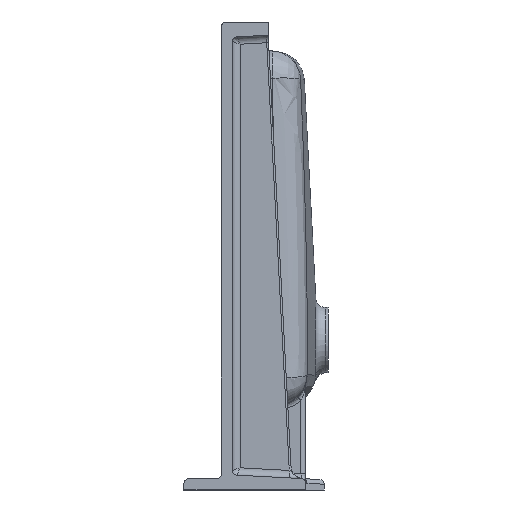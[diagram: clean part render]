
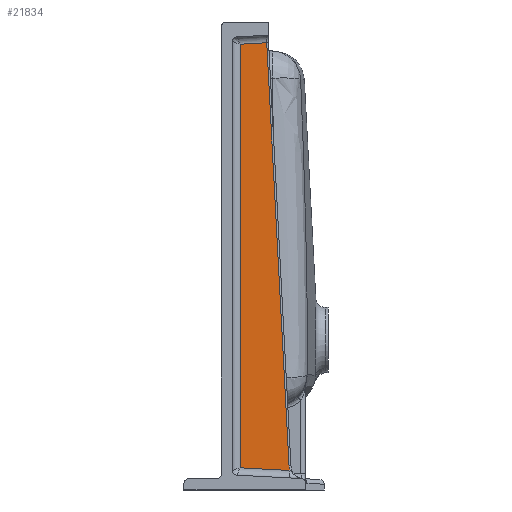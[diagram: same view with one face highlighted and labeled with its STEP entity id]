
A CAD part, left-side view. The second image highlights one B-rep face of the part: STEP entity #21834.
In plain terms, the highlighted planar face has unit normal (-1, 0, 0).
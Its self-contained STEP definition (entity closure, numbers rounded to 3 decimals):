
#259 = DIRECTION ( 'NONE',  ( 1., 0., 0. ) ) ;
#263 = EDGE_LOOP ( 'NONE', ( #20747, #12570, #25702, #24209, #5793 ) ) ;
#728 = CARTESIAN_POINT ( 'NONE',  ( -333., 0., 0. ) ) ;
#907 = DIRECTION ( 'NONE',  ( 0., 0., -1. ) ) ;
#2650 = CARTESIAN_POINT ( 'NONE',  ( -333., 13.342, -254.573 ) ) ;
#3414 = DIRECTION ( 'NONE',  ( 1., 0., 0. ) ) ;
#3819 = VERTEX_POINT ( 'NONE', #22066 ) ;
#4230 = EDGE_CURVE ( 'NONE', #20021, #18830, #30872, .T. ) ;
#5793 = ORIENTED_EDGE ( 'NONE', *, *, #8435, .T. ) ;
#7049 = VECTOR ( 'NONE', #9509, 1000. ) ;
#7612 = DIRECTION ( 'NONE',  ( 0., 0., 1. ) ) ;
#7788 = EDGE_CURVE ( 'NONE', #15851, #17366, #21948, .T. ) ;
#8435 = EDGE_CURVE ( 'NONE', #18830, #3819, #17553, .T. ) ;
#9262 = EDGE_CURVE ( 'NONE', #3819, #15851, #15002, .T. ) ;
#9509 = DIRECTION ( 'NONE',  ( 0., 0., -1. ) ) ;
#9858 = DIRECTION ( 'NONE',  ( 0., -0.999, -0.052 ) ) ;
#10123 = FACE_OUTER_BOUND ( 'NONE', #263, .T. ) ;
#10481 = VECTOR ( 'NONE', #17712, 1000. ) ;
#11617 = CARTESIAN_POINT ( 'NONE',  ( -333., -72.305, -254.105 ) ) ;
#12332 = PLANE ( 'NONE',  #17066 ) ;
#12570 = ORIENTED_EDGE ( 'NONE', *, *, #7788, .T. ) ;
#12644 = CARTESIAN_POINT ( 'NONE',  ( -333., -20., 0. ) ) ;
#12825 = CARTESIAN_POINT ( 'NONE',  ( -333., -89.281, -253.208 ) ) ;
#15002 = LINE ( 'NONE', #12644, #7049 ) ;
#15183 = EDGE_CURVE ( 'NONE', #17366, #20021, #23826, .T. ) ;
#15851 = VERTEX_POINT ( 'NONE', #24218 ) ;
#17066 = AXIS2_PLACEMENT_3D ( 'NONE', #728, #259, #7612 ) ;
#17366 = VERTEX_POINT ( 'NONE', #27920 ) ;
#17553 = LINE ( 'NONE', #23037, #10481 ) ;
#17712 = DIRECTION ( 'NONE',  ( 0., 0.999, -0.052 ) ) ;
#18509 = VECTOR ( 'NONE', #9858, 1000. ) ;
#18830 = VERTEX_POINT ( 'NONE', #19322 ) ;
#19322 = CARTESIAN_POINT ( 'NONE',  ( -333., -48.425, 197.81 ) ) ;
#20021 = VERTEX_POINT ( 'NONE', #11617 ) ;
#20747 = ORIENTED_EDGE ( 'NONE', *, *, #9262, .T. ) ;
#21312 = AXIS2_PLACEMENT_3D ( 'NONE', #12825, #3414, #907 ) ;
#21834 = ADVANCED_FACE ( 'NONE', ( #10123 ), #12332, .F. ) ;
#21948 = LINE ( 'NONE', #2650, #18509 ) ;
#22066 = CARTESIAN_POINT ( 'NONE',  ( -333., -20., 196.32 ) ) ;
#23037 = CARTESIAN_POINT ( 'NONE',  ( -333., -17.157, 196.171 ) ) ;
#23826 = CIRCLE ( 'NONE', #21312, 17. ) ;
#24209 = ORIENTED_EDGE ( 'NONE', *, *, #4230, .T. ) ;
#24218 = CARTESIAN_POINT ( 'NONE',  ( -333., -20., -256.32 ) ) ;
#24663 = VECTOR ( 'NONE', #28344, 1000. ) ;
#25702 = ORIENTED_EDGE ( 'NONE', *, *, #15183, .T. ) ;
#27920 = CARTESIAN_POINT ( 'NONE',  ( -333., -73.34, -259.116 ) ) ;
#28344 = DIRECTION ( 'NONE',  ( 0., 0.053, 0.999 ) ) ;
#30872 = LINE ( 'NONE', #31024, #24663 ) ;
#31024 = CARTESIAN_POINT ( 'NONE',  ( -333., -48.003, 205.798 ) ) ;
